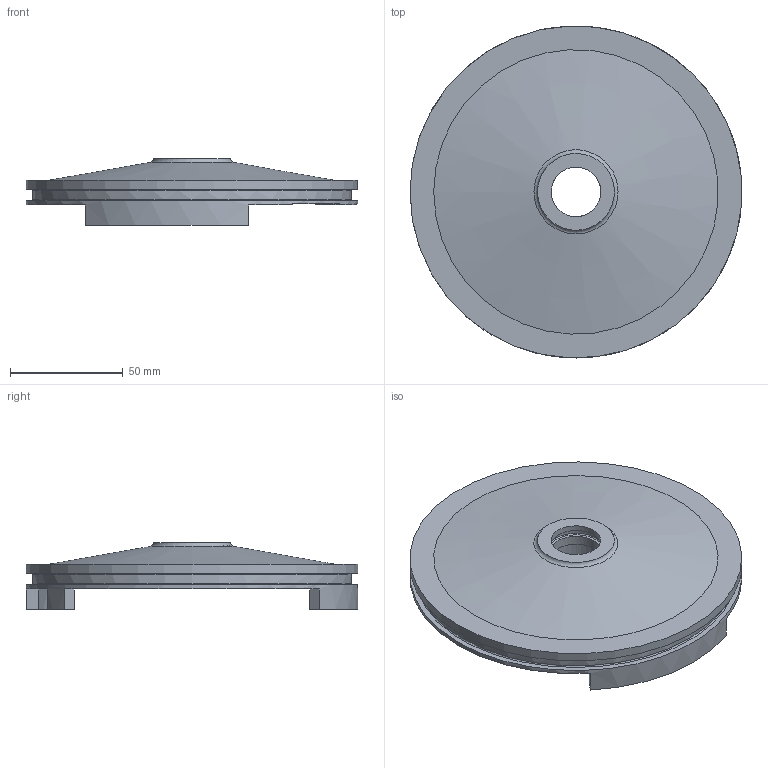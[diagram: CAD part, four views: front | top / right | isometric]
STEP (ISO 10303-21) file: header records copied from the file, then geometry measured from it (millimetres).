
FILE_DESCRIPTION(/* description */ (''),/* implementation_level */ '2;1');
FILE_NAME(/* name */ 'var3.stp',/* time_stamp */ '2019-04-29T10:50:24+03:00',/* author */ ('igoro'),/* organization */ (''),/* preprocessor_version */ 'ST-DEVELOPER v17',/* originating_system */ 'Autodesk Inventor 2019',/* authorisation */ '');
FILE_SCHEMA (('AUTOMOTIVE_DESIGN { 1 0 10303 214 3 1 1 }'));
Length unit declared in the file: millimetre
Products named in the file (1): Part3
Bounding box: 146.99 x 147 x 29.5 mm (x, y, z)
Volume: 65627.5 mm3; surface area: 49861.8 mm2
Topology: 1 solids, 1 shells, 64 faces, 194 edges, 139 vertices
Faces by surface type: plane 33, cylinder 13, cone 10, torus 8
Full cylindrical faces by diameter (mm): 3.242 x4, 22 x2, 25.4 x1, 28 x1, 34 x1, 136 x1, 141.3 x1, 147 x2
Entity records: 2319 total; most frequent: DIRECTION 439, CARTESIAN_POINT 394, ORIENTED_EDGE 380, EDGE_CURVE 190, AXIS2_PLACEMENT_3D 184, VERTEX_POINT 139, CIRCLE 119, EDGE_LOOP 77
